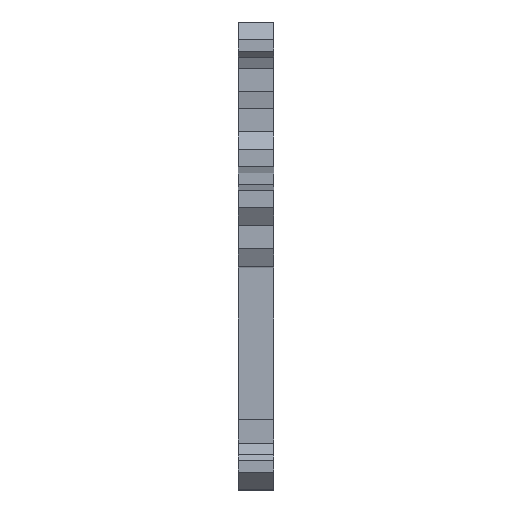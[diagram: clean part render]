
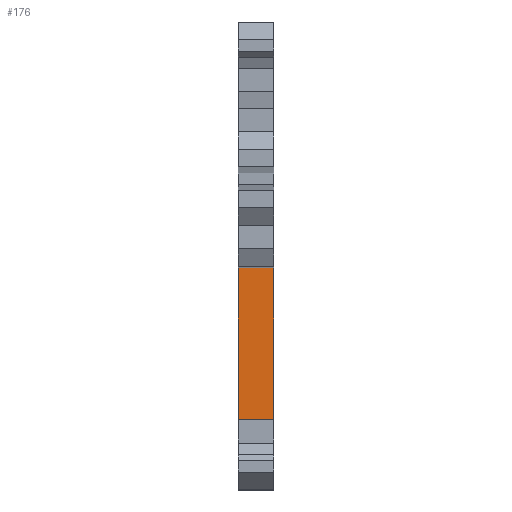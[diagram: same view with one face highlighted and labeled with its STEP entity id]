
A CAD part, top view. The second image highlights one B-rep face of the part: STEP entity #176.
In plain terms, the highlighted planar face has unit normal (0, 0, 1).
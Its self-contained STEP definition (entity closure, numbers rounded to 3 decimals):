
#34 = ORIENTED_EDGE ( 'NONE', *, *, #1605, .T. ) ;
#49 = ORIENTED_EDGE ( 'NONE', *, *, #1614, .F. ) ;
#52 = ORIENTED_EDGE ( 'NONE', *, *, #1616, .F. ) ;
#56 = ORIENTED_EDGE ( 'NONE', *, *, #1608, .T. ) ;
#176 = ADVANCED_FACE ( 'NONE', ( #1240 ), #1031, .F. ) ;
#616 = VECTOR ( 'NONE', #1135, 1000. ) ;
#620 = VECTOR ( 'NONE', #1155, 1000. ) ;
#650 = LINE ( 'NONE', #1175, #616 ) ;
#657 = VECTOR ( 'NONE', #1188, 1000. ) ;
#658 = LINE ( 'NONE', #1204, #620 ) ;
#665 = LINE ( 'NONE', #1199, #657 ) ;
#670 = VECTOR ( 'NONE', #1216, 1000. ) ;
#695 = LINE ( 'NONE', #1296, #670 ) ;
#997 = DIRECTION ( 'NONE',  ( 0., 1., 0. ) ) ;
#1004 = DIRECTION ( 'NONE',  ( 0., 0., -1. ) ) ;
#1031 = PLANE ( 'NONE',  #1365 ) ;
#1067 = CARTESIAN_POINT ( 'NONE',  ( 1.5, 0., -5.5 ) ) ;
#1135 = DIRECTION ( 'NONE',  ( 0., -1., 0. ) ) ;
#1155 = DIRECTION ( 'NONE',  ( -1., 0., 0. ) ) ;
#1175 = CARTESIAN_POINT ( 'NONE',  ( 1.5, 0., -5.5 ) ) ;
#1188 = DIRECTION ( 'NONE',  ( -1., 0., 0. ) ) ;
#1199 = CARTESIAN_POINT ( 'NONE',  ( 1.5, -1., -5.5 ) ) ;
#1204 = CARTESIAN_POINT ( 'NONE',  ( 1.5, -14., -5.5 ) ) ;
#1216 = DIRECTION ( 'NONE',  ( 0., -1., 0. ) ) ;
#1240 = FACE_OUTER_BOUND ( 'NONE', #1480, .T. ) ;
#1296 = CARTESIAN_POINT ( 'NONE',  ( -1.5, 0., -5.5 ) ) ;
#1365 = AXIS2_PLACEMENT_3D ( 'NONE', #1067, #1004, #997 ) ;
#1480 = EDGE_LOOP ( 'NONE', ( #34, #49, #52, #56 ) ) ;
#1605 = EDGE_CURVE ( 'NONE', #2221, #2224, #695, .T. ) ;
#1608 = EDGE_CURVE ( 'NONE', #2237, #2221, #665, .T. ) ;
#1614 = EDGE_CURVE ( 'NONE', #2065, #2224, #658, .T. ) ;
#1616 = EDGE_CURVE ( 'NONE', #2237, #2065, #650, .T. ) ;
#2065 = VERTEX_POINT ( 'NONE', #2487 ) ;
#2215 = CARTESIAN_POINT ( 'NONE',  ( -1.5, -1., -5.5 ) ) ;
#2216 = CARTESIAN_POINT ( 'NONE',  ( -1.5, -14., -5.5 ) ) ;
#2221 = VERTEX_POINT ( 'NONE', #2215 ) ;
#2222 = CARTESIAN_POINT ( 'NONE',  ( 1.5, -1., -5.5 ) ) ;
#2224 = VERTEX_POINT ( 'NONE', #2216 ) ;
#2237 = VERTEX_POINT ( 'NONE', #2222 ) ;
#2487 = CARTESIAN_POINT ( 'NONE',  ( 1.5, -14., -5.5 ) ) ;
